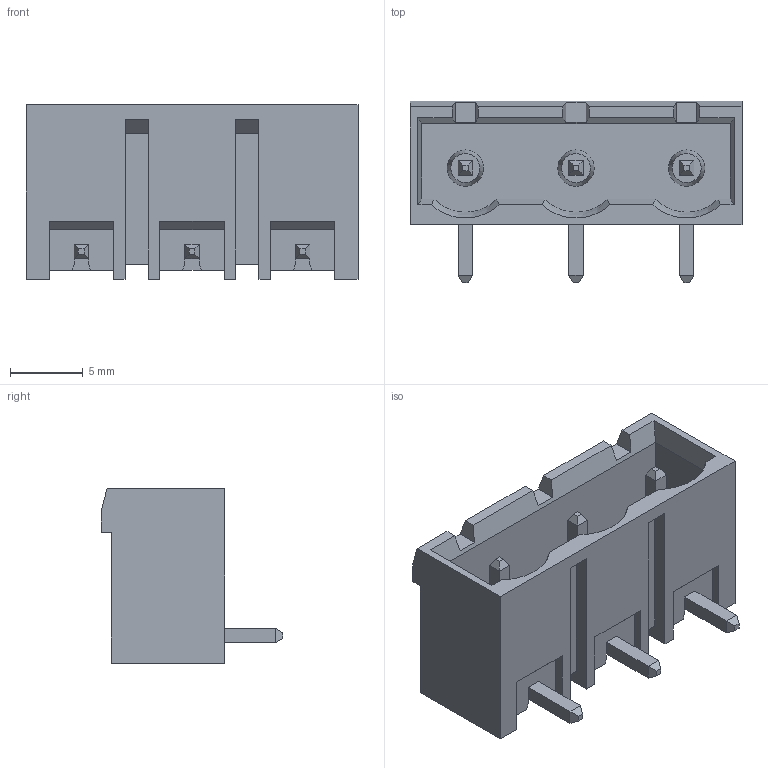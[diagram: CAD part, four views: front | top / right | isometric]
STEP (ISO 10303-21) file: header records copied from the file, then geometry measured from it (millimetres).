
FILE_DESCRIPTION(('STEP AP214'),'1');
FILE_NAME('PV03-7,62-H-P.stp','2021-04-19T13:13:36',(' '),(' '),'Spatial InterOp 3D',' ',' ');
FILE_SCHEMA(('automotive_design'));
Length unit declared in the file: metre
Products named in the file (1): 1
Bounding box: 22.86 x 12.5 x 12 mm (x, y, z)
Volume: 1065.2 mm3; surface area: 1817.7 mm2
Topology: 1 solids, 1 shells, 194 faces, 497 edges, 314 vertices
Faces by surface type: plane 177, cylinder 10, cone 6, extrusion 1
Entity records: 7285 total; most frequent: CARTESIAN_POINT 1039, ORIENTED_EDGE 988, DIRECTION 904, EDGE_CURVE 494, VECTOR 458, LINE 457, VERTEX_POINT 314, AXIS2_PLACEMENT_3D 223
